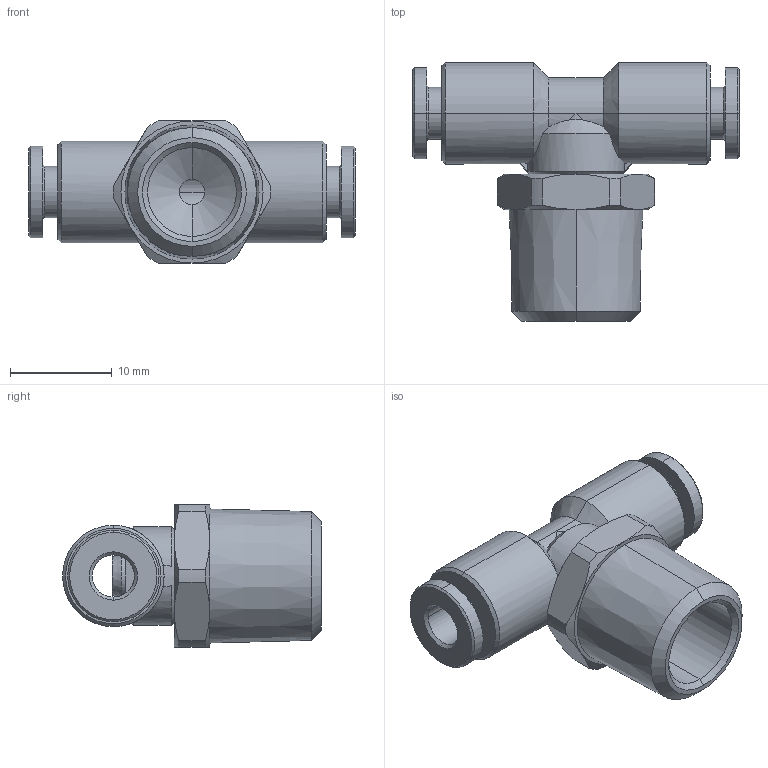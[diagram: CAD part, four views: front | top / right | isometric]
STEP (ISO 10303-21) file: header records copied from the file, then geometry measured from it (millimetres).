
FILE_DESCRIPTION (( 'STEP AP203' ), '1' );
FILE_NAME ('B0110012.STEP', '2012-08-23T15:14:51', ( '' ), ( 'sopra-pneumatic' ), 'SwSTEP 2.0', 'SolidWorks 2011', '' );
FILE_SCHEMA (( 'CONFIG_CONTROL_DESIGN' ));
Length unit declared in the file: millimetre
Products named in the file (1): B0110012
Bounding box: 32.2 x 25.5 x 14 mm (x, y, z)
Volume: 3075.2 mm3; surface area: 2876 mm2
Topology: 1 solids, 1 shells, 121 faces, 286 edges, 174 vertices
Faces by surface type: cone 49, cylinder 39, plane 33
Entity records: 3667 total; most frequent: CARTESIAN_POINT 814, DIRECTION 602, ORIENTED_EDGE 572, EDGE_CURVE 286, AXIS2_PLACEMENT_3D 246, VERTEX_POINT 174, EDGE_LOOP 132, CIRCLE 124
